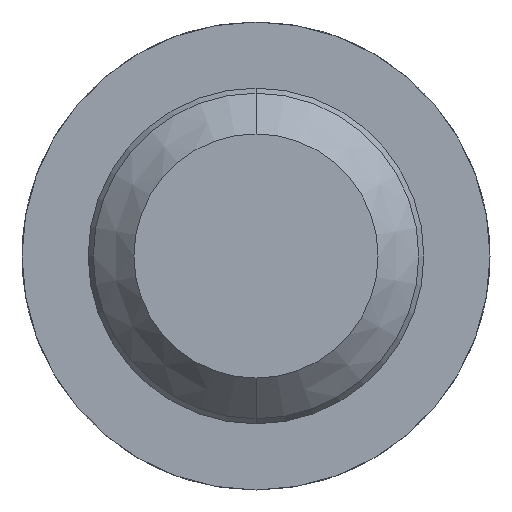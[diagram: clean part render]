
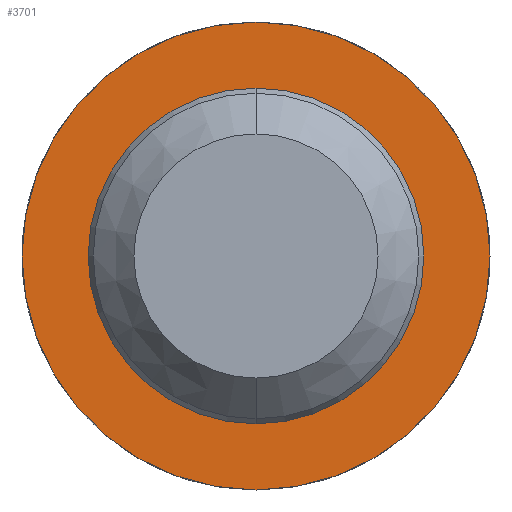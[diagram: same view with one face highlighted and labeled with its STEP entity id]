
A CAD part, front view. The second image highlights one B-rep face of the part: STEP entity #3701.
In plain terms, the highlighted planar face has unit normal (0, -1, 0).
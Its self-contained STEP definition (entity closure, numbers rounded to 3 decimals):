
#146 = DIRECTION ( 'NONE',  ( 0., -1., 0. ) ) ;
#292 = FACE_BOUND ( 'NONE', #3894, .T. ) ;
#396 = AXIS2_PLACEMENT_3D ( 'NONE', #4396, #3712, #3345 ) ;
#663 = DIRECTION ( 'NONE',  ( 0., 0., -1. ) ) ;
#665 = CARTESIAN_POINT ( 'NONE',  ( 0., 11., 0.825 ) ) ;
#758 = DIRECTION ( 'NONE',  ( 0., 0., -1. ) ) ;
#803 = DIRECTION ( 'NONE',  ( 0., -1., 0. ) ) ;
#966 = ORIENTED_EDGE ( 'NONE', *, *, #3359, .F. ) ;
#1016 = AXIS2_PLACEMENT_3D ( 'NONE', #3057, #146, #2003 ) ;
#1249 = CARTESIAN_POINT ( 'NONE',  ( 0., 11., -0.825 ) ) ;
#1350 = VERTEX_POINT ( 'NONE', #2880 ) ;
#1361 = CARTESIAN_POINT ( 'NONE',  ( 0., 11., 0. ) ) ;
#1415 = DIRECTION ( 'NONE',  ( 0., -1., 0. ) ) ;
#1550 = VERTEX_POINT ( 'NONE', #1249 ) ;
#1615 = VERTEX_POINT ( 'NONE', #665 ) ;
#1830 = AXIS2_PLACEMENT_3D ( 'NONE', #1361, #4183, #4550 ) ;
#2003 = DIRECTION ( 'NONE',  ( 0., 0., -1. ) ) ;
#2121 = EDGE_CURVE ( 'Defeature ausgef�hrt3_8+Defeature ausgef�hrt3_9+Defeature ausgef�hrt3_9+Defeature ausgef�hrt3_9', #1350, #4224, #3184, .T. ) ;
#2149 = CIRCLE ( 'NONE', #3216, 0.825 ) ;
#2198 = CIRCLE ( 'NONE', #4262, 0.825 ) ;
#2464 = CIRCLE ( 'NONE', #396, 1.15 ) ;
#2589 = ORIENTED_EDGE ( 'NONE', *, *, #2121, .T. ) ;
#2791 = CARTESIAN_POINT ( 'NONE',  ( 0., 11., 0. ) ) ;
#2880 = CARTESIAN_POINT ( 'NONE',  ( 0., 11., 1.15 ) ) ;
#2940 = ORIENTED_EDGE ( 'NONE', *, *, #4110, .F. ) ;
#3057 = CARTESIAN_POINT ( 'NONE',  ( 0.825, 11., 0. ) ) ;
#3178 = FACE_OUTER_BOUND ( 'NONE', #3858, .T. ) ;
#3184 = CIRCLE ( 'NONE', #1830, 1.15 ) ;
#3216 = AXIS2_PLACEMENT_3D ( 'NONE', #3874, #803, #758 ) ;
#3227 = CARTESIAN_POINT ( 'NONE',  ( 0., 11., -1.15 ) ) ;
#3307 = PLANE ( 'NONE',  #1016 ) ;
#3345 = DIRECTION ( 'NONE',  ( 0., 0., -1. ) ) ;
#3359 = EDGE_CURVE ( 'Defeature ausgef�hrt3_7+Defeature ausgef�hrt3_8+Defeature ausgef�hrt3_8+Defeature ausgef�hrt3_8', #1615, #1550, #2149, .T. ) ;
#3701 = ADVANCED_FACE ( 'Defeature ausgef�hrt3_8', ( #3178, #292 ), #3307, .T. ) ;
#3712 = DIRECTION ( 'NONE',  ( 0., -1., 0. ) ) ;
#3858 = EDGE_LOOP ( 'NONE', ( #4321, #2589 ) ) ;
#3874 = CARTESIAN_POINT ( 'NONE',  ( 0., 11., 0. ) ) ;
#3894 = EDGE_LOOP ( 'NONE', ( #2940, #966 ) ) ;
#4110 = EDGE_CURVE ( 'Defeature ausgef�hrt3_7+Defeature ausgef�hrt3_8+Defeature ausgef�hrt3_8+Defeature ausgef�hrt3_8', #1550, #1615, #2198, .T. ) ;
#4183 = DIRECTION ( 'NONE',  ( 0., -1., 0. ) ) ;
#4224 = VERTEX_POINT ( 'NONE', #3227 ) ;
#4262 = AXIS2_PLACEMENT_3D ( 'NONE', #2791, #1415, #663 ) ;
#4321 = ORIENTED_EDGE ( 'NONE', *, *, #4352, .T. ) ;
#4352 = EDGE_CURVE ( 'Defeature ausgef�hrt3_8+Defeature ausgef�hrt3_9+Defeature ausgef�hrt3_9+Defeature ausgef�hrt3_9', #4224, #1350, #2464, .T. ) ;
#4396 = CARTESIAN_POINT ( 'NONE',  ( 0., 11., 0. ) ) ;
#4550 = DIRECTION ( 'NONE',  ( 0., 0., -1. ) ) ;
